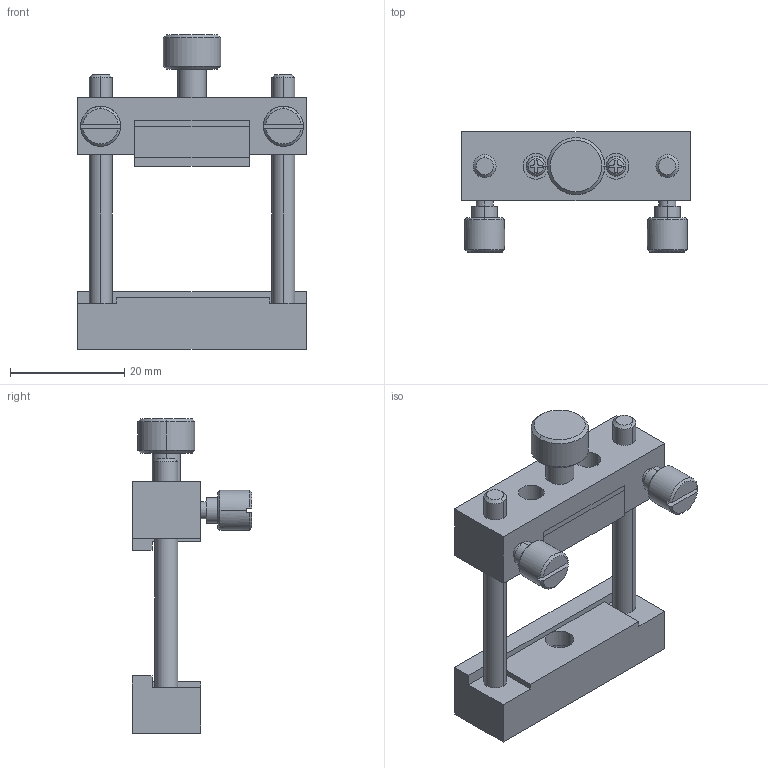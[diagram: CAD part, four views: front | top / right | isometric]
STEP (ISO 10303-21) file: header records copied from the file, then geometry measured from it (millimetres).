
FILE_DESCRIPTION (( 'STEP AP203' ), '1' );
FILE_NAME ('Web Model 54994.STEP', '2018-05-03T12:45:47', ( '' ), ( '' ), 'SwSTEP 2.0', 'SolidWorks 2016', '' );
FILE_SCHEMA (( 'CONFIG_CONTROL_DESIGN' ));
Length unit declared in the file: millimetre
Products named in the file (1): Web Model 54994
Bounding box: 40 x 21 x 55 mm (x, y, z)
Volume: 10674 mm3; surface area: 8341.7 mm2
Topology: 8 solids, 10 shells, 277 faces, 665 edges, 428 vertices
Faces by surface type: plane 129, cylinder 92, cone 44, torus 6, sphere 6
Entity records: 8386 total; most frequent: CARTESIAN_POINT 1660, DIRECTION 1463, ORIENTED_EDGE 1314, EDGE_CURVE 657, AXIS2_PLACEMENT_3D 563, VERTEX_POINT 428, VECTOR 337, LINE 337
